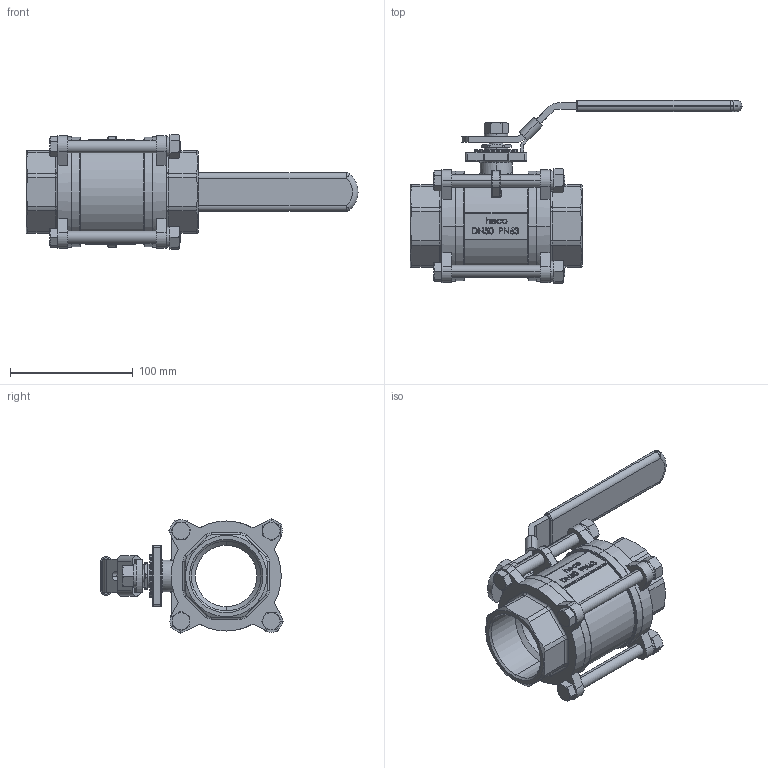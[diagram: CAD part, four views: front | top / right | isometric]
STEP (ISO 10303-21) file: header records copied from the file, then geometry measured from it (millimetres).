
FILE_DESCRIPTION (( 'STEP AP214' ), '1' );
FILE_NAME ('K3-200-0IG-4 Kugelhahn heco step214.STEP', '2011-02-17T15:08:33', ( 'Azubi CAD' ), ( 'heco GmbH' ), 'SwSTEP 2.0', 'SolidWorks 2005235', '' );
FILE_SCHEMA (( 'AUTOMOTIVE_DESIGN' ));
Length unit declared in the file: millimetre
Products named in the file (1): K3-200-0IG-4 Kugelhahn heco step214
Bounding box: 270 x 148.78 x 93.17 mm (x, y, z)
Volume: 542552.7 mm3; surface area: 117348.2 mm2
Topology: 1 solids, 5 shells, 1049 faces, 2578 edges, 1597 vertices
Faces by surface type: plane 390, cylinder 226, bspline 210, cone 128, torus 75, sphere 20
Entity records: 70532 total; most frequent: CARTESIAN_POINT 35714, ORIENTED_EDGE 5116, DIRECTION 4268, EDGE_CURVE 2558, VERTEX_POINT 1597, AXIS2_PLACEMENT_3D 1518, VECTOR 1232, LINE 1232
